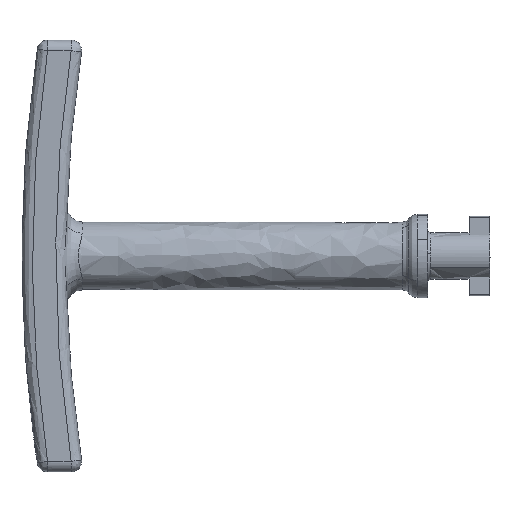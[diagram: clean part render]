
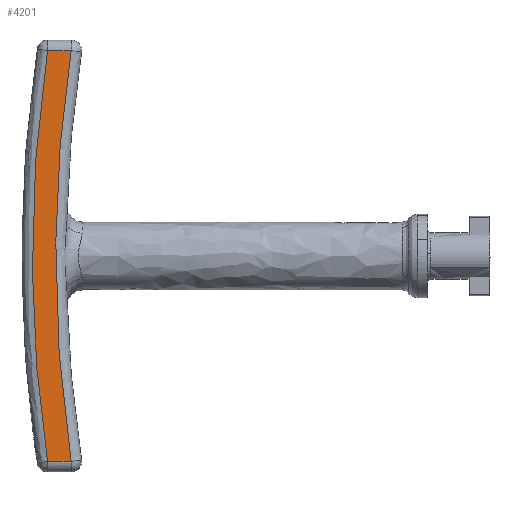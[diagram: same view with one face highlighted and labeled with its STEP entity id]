
A CAD part, front view. The second image highlights one B-rep face of the part: STEP entity #4201.
In plain terms, the highlighted free-form (B-spline) face has degree [1, 1] with [2, 2] control points.
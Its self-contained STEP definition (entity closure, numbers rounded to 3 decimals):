
#2998=CARTESIAN_POINT('',(-80.523,-9.,39.5));
#2999=VERTEX_POINT('',#2998);
#3024=CARTESIAN_POINT('',(-85.073,-9.,39.5));
#3025=VERTEX_POINT('',#3024);
#3039=CARTESIAN_POINT('',(-80.523,-9.,39.5));
#3040=CARTESIAN_POINT('',(-85.073,-9.,39.5));
#3041=QUASI_UNIFORM_CURVE('',1,(#3039,#3040),.UNSPECIFIED.,.F.,.U.);
#3042=EDGE_CURVE('',#2999,#3025,#3041,.T.);
#3180=CARTESIAN_POINT('',(-85.073,-9.,-39.5));
#3181=VERTEX_POINT('',#3180);
#3195=CARTESIAN_POINT('',(-85.073,-9.,39.5));
#3196=CARTESIAN_POINT('',(-90.959,-9.,0.));
#3197=CARTESIAN_POINT('',(-85.073,-9.,-39.5));
#3205=(BOUNDED_CURVE()B_SPLINE_CURVE(2,(#3195,#3196,#3197),.UNSPECIFIED.,.F.,.U.)CURVE()GEOMETRIC_REPRESENTATION_ITEM()QUASI_UNIFORM_CURVE()RATIONAL_B_SPLINE_CURVE((1.0,0.989,1.0))REPRESENTATION_ITEM(''));
#3206=EDGE_CURVE('',#3025,#3181,#3205,.T.);
#3272=CARTESIAN_POINT('',(-80.523,-9.,-39.5));
#3273=VERTEX_POINT('',#3272);
#3274=CARTESIAN_POINT('',(-80.523,-9.,-39.5));
#3275=CARTESIAN_POINT('',(-86.511,-9.,0.));
#3276=CARTESIAN_POINT('',(-80.523,-9.,39.5));
#3284=(BOUNDED_CURVE()B_SPLINE_CURVE(2,(#3274,#3275,#3276),.UNSPECIFIED.,.F.,.U.)CURVE()GEOMETRIC_REPRESENTATION_ITEM()QUASI_UNIFORM_CURVE()RATIONAL_B_SPLINE_CURVE((1.0,0.989,1.0))REPRESENTATION_ITEM(''));
#3285=EDGE_CURVE('',#3273,#2999,#3284,.T.);
#3438=CARTESIAN_POINT('',(-85.073,-9.,-39.5));
#3439=CARTESIAN_POINT('',(-80.523,-9.,-39.5));
#3440=QUASI_UNIFORM_CURVE('',1,(#3438,#3439),.UNSPECIFIED.,.F.,.U.);
#3441=EDGE_CURVE('',#3181,#3273,#3440,.T.);
#4190=CARTESIAN_POINT('',(-88.373,-9.,43.446));
#4191=CARTESIAN_POINT('',(-80.149,-9.,43.446));
#4192=CARTESIAN_POINT('',(-88.373,-9.,-43.446));
#4193=CARTESIAN_POINT('',(-80.149,-9.,-43.446));
#4194=B_SPLINE_SURFACE_WITH_KNOTS('',1,1,((#4190,#4192),(#4191,#4193)),.UNSPECIFIED.,.F.,.F.,.U.,(2,2),(2,2),(0.0,8.224),(0.0,86.892),.UNSPECIFIED.);
#4195=ORIENTED_EDGE('',*,*,#3285,.T.);
#4196=ORIENTED_EDGE('',*,*,#3042,.T.);
#4197=ORIENTED_EDGE('',*,*,#3206,.T.);
#4198=ORIENTED_EDGE('',*,*,#3441,.T.);
#4199=EDGE_LOOP('',(#4195,#4196,#4197,#4198));
#4200=FACE_OUTER_BOUND('',#4199,.T.);
#4201=ADVANCED_FACE('',(#4200),#4194,.F.);
